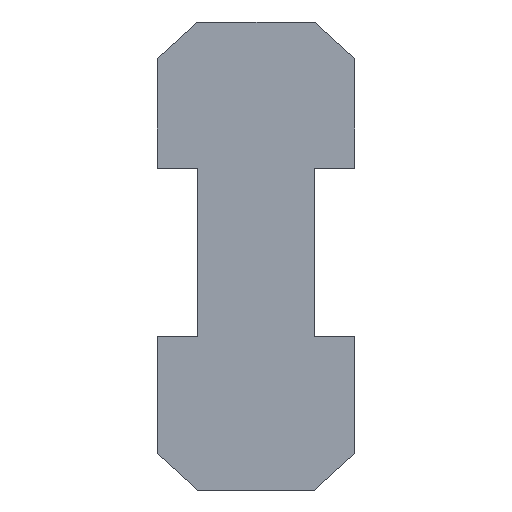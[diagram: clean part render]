
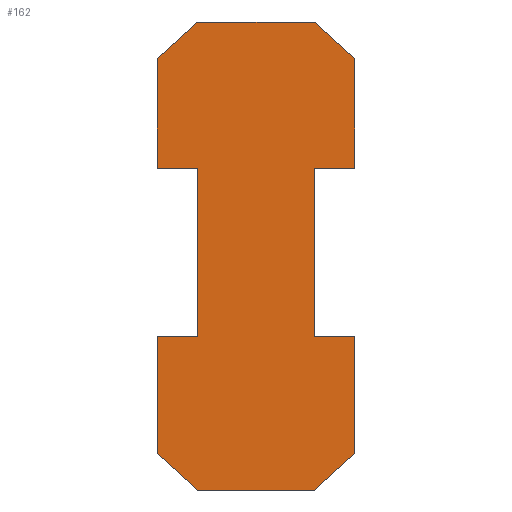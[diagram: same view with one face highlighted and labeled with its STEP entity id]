
A CAD part, left-side view. The second image highlights one B-rep face of the part: STEP entity #162.
In plain terms, the highlighted planar face has unit normal (-1, 0, 0).
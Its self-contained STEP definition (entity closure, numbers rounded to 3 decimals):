
#13 = DIRECTION ( 'NONE',  ( 0., 0., 1. ) ) ;
#15 = CARTESIAN_POINT ( 'NONE',  ( -50., 6.75, 22. ) ) ;
#19 = CARTESIAN_POINT ( 'NONE',  ( -50., -6.75, 10.5 ) ) ;
#22 = CARTESIAN_POINT ( 'NONE',  ( -50., -6.75, 2.5 ) ) ;
#25 = CARTESIAN_POINT ( 'NONE',  ( -50., 4., 22. ) ) ;
#27 = CARTESIAN_POINT ( 'NONE',  ( -50., -4., 0. ) ) ;
#35 = CARTESIAN_POINT ( 'NONE',  ( -50., -4., 32. ) ) ;
#47 = CARTESIAN_POINT ( 'NONE',  ( -50., 4., 32. ) ) ;
#54 = CARTESIAN_POINT ( 'NONE',  ( -50., -4., 22. ) ) ;
#57 = CARTESIAN_POINT ( 'NONE',  ( -50., 6.75, 22. ) ) ;
#60 = DIRECTION ( 'NONE',  ( 0., 0., -1. ) ) ;
#61 = CARTESIAN_POINT ( 'NONE',  ( -50., -6.75, 22. ) ) ;
#64 = DIRECTION ( 'NONE',  ( 0., 0., 1. ) ) ;
#65 = CARTESIAN_POINT ( 'NONE',  ( -50., -6.75, 10.5 ) ) ;
#66 = CARTESIAN_POINT ( 'NONE',  ( -50., 6.75, 10.5 ) ) ;
#69 = CARTESIAN_POINT ( 'NONE',  ( -50., 6.75, 10.5 ) ) ;
#76 = CARTESIAN_POINT ( 'NONE',  ( -50., 4., 0. ) ) ;
#78 = DIRECTION ( 'NONE',  ( 0., 0., -1. ) ) ;
#80 = CARTESIAN_POINT ( 'NONE',  ( -50., 6.75, 29.5 ) ) ;
#82 = DIRECTION ( 'NONE',  ( 0., -0.74, -0.673 ) ) ;
#83 = CARTESIAN_POINT ( 'NONE',  ( -50., -4., 32. ) ) ;
#86 = DIRECTION ( 'NONE',  ( 0., 1., 0. ) ) ;
#87 = CARTESIAN_POINT ( 'NONE',  ( -50., 6.75, 22. ) ) ;
#89 = CARTESIAN_POINT ( 'NONE',  ( -50., 4., 10.5 ) ) ;
#94 = CARTESIAN_POINT ( 'NONE',  ( -50., -4., 10.5 ) ) ;
#95 = CARTESIAN_POINT ( 'NONE',  ( -50., -6.75, 29.5 ) ) ;
#96 = DIRECTION ( 'NONE',  ( 0., 1., 0. ) ) ;
#97 = CARTESIAN_POINT ( 'NONE',  ( -50., 6.75, 2.5 ) ) ;
#98 = CARTESIAN_POINT ( 'NONE',  ( -50., -4., 0. ) ) ;
#104 = DIRECTION ( 'NONE',  ( 0., 0.74, -0.673 ) ) ;
#105 = CARTESIAN_POINT ( 'NONE',  ( -50., -6.75, 22. ) ) ;
#107 = CARTESIAN_POINT ( 'NONE',  ( -50., -4., 0. ) ) ;
#110 = DIRECTION ( 'NONE',  ( 0., 0., -1. ) ) ;
#111 = CARTESIAN_POINT ( 'NONE',  ( -50., -4., 22. ) ) ;
#116 = DIRECTION ( 'NONE',  ( 0., -1., 0. ) ) ;
#121 = DIRECTION ( 'NONE',  ( 0., 0.74, 0.673 ) ) ;
#122 = DIRECTION ( 'NONE',  ( 0., -0.74, 0.673 ) ) ;
#124 = CARTESIAN_POINT ( 'NONE',  ( -50., 4., 32. ) ) ;
#127 = DIRECTION ( 'NONE',  ( 0., -1., 0. ) ) ;
#129 = CARTESIAN_POINT ( 'NONE',  ( -50., 6.75, 10.5 ) ) ;
#132 = DIRECTION ( 'NONE',  ( 0., 1., 0. ) ) ;
#133 = CARTESIAN_POINT ( 'NONE',  ( -50., 4., 0. ) ) ;
#134 = CARTESIAN_POINT ( 'NONE',  ( -50., -4., 22. ) ) ;
#136 = CARTESIAN_POINT ( 'NONE',  ( -50., -4., 32. ) ) ;
#138 = DIRECTION ( 'NONE',  ( 0., 0., 1. ) ) ;
#140 = CARTESIAN_POINT ( 'NONE',  ( -50., 4., 22. ) ) ;
#145 = DIRECTION ( 'NONE',  ( 0., -1., 0. ) ) ;
#147 = CARTESIAN_POINT ( 'NONE',  ( -50., -4., 10.5 ) ) ;
#162 = ADVANCED_FACE ( 'NONE', ( #300 ), #614, .T. ) ;
#193 = EDGE_CURVE ( 'NONE', #359, #374, #414, .T. ) ;
#196 = EDGE_CURVE ( 'NONE', #368, #403, #420, .T. ) ;
#199 = EDGE_CURVE ( 'NONE', #292, #381, #505, .T. ) ;
#217 = EDGE_CURVE ( 'NONE', #383, #392, #464, .T. ) ;
#223 = EDGE_CURVE ( 'NONE', #367, #383, #552, .T. ) ;
#226 = EDGE_CURVE ( 'NONE', #385, #287, #489, .T. ) ;
#229 = EDGE_CURVE ( 'NONE', #373, #368, #500, .T. ) ;
#232 = EDGE_CURVE ( 'NONE', #381, #359, #467, .T. ) ;
#234 = EDGE_CURVE ( 'NONE', #419, #406, #486, .T. ) ;
#242 = AXIS2_PLACEMENT_3D ( 'NONE', #618, #598, #594 ) ;
#244 = EDGE_CURVE ( 'NONE', #406, #385, #504, .T. ) ;
#285 = EDGE_LOOP ( 'NONE', ( #307, #394, #309, #316, #399, #303, #304, #410, #299, #411, #351, #380, #289, #400, #423, #405 ) ) ;
#287 = VERTEX_POINT ( 'NONE', #97 ) ;
#289 = ORIENTED_EDGE ( 'NONE', *, *, #244, .F. ) ;
#292 = VERTEX_POINT ( 'NONE', #105 ) ;
#299 = ORIENTED_EDGE ( 'NONE', *, *, #196, .F. ) ;
#300 = FACE_OUTER_BOUND ( 'NONE', #285, .T. ) ;
#303 = ORIENTED_EDGE ( 'NONE', *, *, #223, .F. ) ;
#304 = ORIENTED_EDGE ( 'NONE', *, *, #429, .F. ) ;
#307 = ORIENTED_EDGE ( 'NONE', *, *, #232, .F. ) ;
#309 = ORIENTED_EDGE ( 'NONE', *, *, #447, .F. ) ;
#316 = ORIENTED_EDGE ( 'NONE', *, *, #438, .F. ) ;
#351 = ORIENTED_EDGE ( 'NONE', *, *, #445, .F. ) ;
#359 = VERTEX_POINT ( 'NONE', #94 ) ;
#367 = VERTEX_POINT ( 'NONE', #80 ) ;
#368 = VERTEX_POINT ( 'NONE', #89 ) ;
#373 = VERTEX_POINT ( 'NONE', #69 ) ;
#374 = VERTEX_POINT ( 'NONE', #65 ) ;
#375 = VERTEX_POINT ( 'NONE', #57 ) ;
#380 = ORIENTED_EDGE ( 'NONE', *, *, #226, .F. ) ;
#381 = VERTEX_POINT ( 'NONE', #54 ) ;
#383 = VERTEX_POINT ( 'NONE', #47 ) ;
#385 = VERTEX_POINT ( 'NONE', #76 ) ;
#392 = VERTEX_POINT ( 'NONE', #35 ) ;
#394 = ORIENTED_EDGE ( 'NONE', *, *, #199, .F. ) ;
#395 = VERTEX_POINT ( 'NONE', #95 ) ;
#399 = ORIENTED_EDGE ( 'NONE', *, *, #217, .F. ) ;
#400 = ORIENTED_EDGE ( 'NONE', *, *, #234, .F. ) ;
#403 = VERTEX_POINT ( 'NONE', #25 ) ;
#404 = VECTOR ( 'NONE', #145, 1000. ) ;
#405 = ORIENTED_EDGE ( 'NONE', *, *, #193, .F. ) ;
#406 = VERTEX_POINT ( 'NONE', #27 ) ;
#410 = ORIENTED_EDGE ( 'NONE', *, *, #436, .F. ) ;
#411 = ORIENTED_EDGE ( 'NONE', *, *, #229, .F. ) ;
#414 = LINE ( 'NONE', #147, #404 ) ;
#419 = VERTEX_POINT ( 'NONE', #22 ) ;
#420 = LINE ( 'NONE', #140, #422 ) ;
#422 = VECTOR ( 'NONE', #138, 1000. ) ;
#423 = ORIENTED_EDGE ( 'NONE', *, *, #440, .F. ) ;
#429 = EDGE_CURVE ( 'NONE', #375, #367, #455, .T. ) ;
#436 = EDGE_CURVE ( 'NONE', #403, #375, #461, .T. ) ;
#438 = EDGE_CURVE ( 'NONE', #392, #395, #481, .T. ) ;
#440 = EDGE_CURVE ( 'NONE', #374, #419, #498, .T. ) ;
#445 = EDGE_CURVE ( 'NONE', #287, #373, #497, .T. ) ;
#447 = EDGE_CURVE ( 'NONE', #395, #292, #471, .T. ) ;
#455 = LINE ( 'NONE', #15, #463 ) ;
#457 = VECTOR ( 'NONE', #132, 1000. ) ;
#461 = LINE ( 'NONE', #87, #483 ) ;
#463 = VECTOR ( 'NONE', #13, 1000. ) ;
#464 = LINE ( 'NONE', #136, #469 ) ;
#467 = LINE ( 'NONE', #111, #542 ) ;
#469 = VECTOR ( 'NONE', #127, 1000. ) ;
#470 = VECTOR ( 'NONE', #60, 1000. ) ;
#471 = LINE ( 'NONE', #61, #470 ) ;
#480 = VECTOR ( 'NONE', #104, 1000. ) ;
#481 = LINE ( 'NONE', #83, #560 ) ;
#483 = VECTOR ( 'NONE', #86, 1000. ) ;
#486 = LINE ( 'NONE', #107, #480 ) ;
#489 = LINE ( 'NONE', #133, #541 ) ;
#496 = VECTOR ( 'NONE', #96, 1000. ) ;
#497 = LINE ( 'NONE', #66, #506 ) ;
#498 = LINE ( 'NONE', #19, #531 ) ;
#500 = LINE ( 'NONE', #129, #501 ) ;
#501 = VECTOR ( 'NONE', #116, 1000. ) ;
#504 = LINE ( 'NONE', #98, #496 ) ;
#505 = LINE ( 'NONE', #134, #457 ) ;
#506 = VECTOR ( 'NONE', #64, 1000. ) ;
#510 = VECTOR ( 'NONE', #122, 1000. ) ;
#531 = VECTOR ( 'NONE', #78, 1000. ) ;
#541 = VECTOR ( 'NONE', #121, 1000. ) ;
#542 = VECTOR ( 'NONE', #110, 1000. ) ;
#552 = LINE ( 'NONE', #124, #510 ) ;
#560 = VECTOR ( 'NONE', #82, 1000. ) ;
#594 = DIRECTION ( 'NONE',  ( 0., 0., 1. ) ) ;
#598 = DIRECTION ( 'NONE',  ( -1., 0., 0. ) ) ;
#614 = PLANE ( 'NONE',  #242 ) ;
#618 = CARTESIAN_POINT ( 'NONE',  ( -50., 0., 0. ) ) ;
